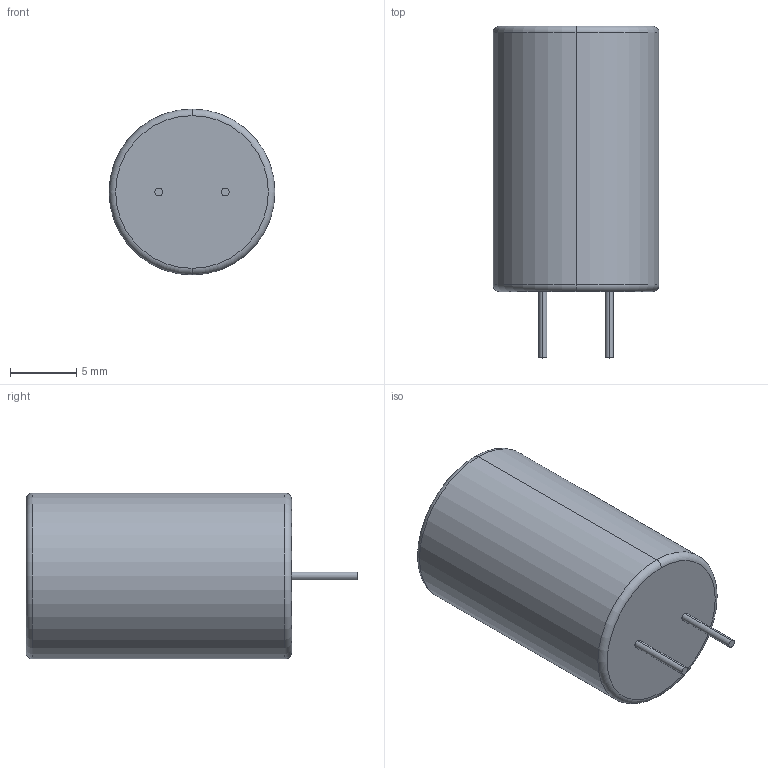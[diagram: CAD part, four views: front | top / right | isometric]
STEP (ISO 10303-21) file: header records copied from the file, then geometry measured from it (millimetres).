
FILE_DESCRIPTION (( 'STEP AP214' ), '1' );
FILE_NAME ('ecap-12_5-20.STEP', '2024-07-11T13:28:21', ( '' ), ( '' ), 'SwSTEP 2.0', 'SolidWorks 2020', '' );
FILE_SCHEMA (( 'AUTOMOTIVE_DESIGN' ));
Length unit declared in the file: millimetre
Products named in the file (1): ecap-12_5-20
Bounding box: 12.5 x 25 x 12.5 mm (x, y, z)
Volume: 2416.9 mm3; surface area: 1053.9 mm2
Topology: 1 solids, 1 shells, 31 faces, 71 edges, 46 vertices
Faces by surface type: plane 14, cylinder 13, torus 4
Entity records: 1262 total; most frequent: DIRECTION 169, CARTESIAN_POINT 149, ORIENTED_EDGE 142, EDGE_CURVE 71, AXIS2_PLACEMENT_3D 66, VERTEX_POINT 46, LINE 37, VECTOR 37
